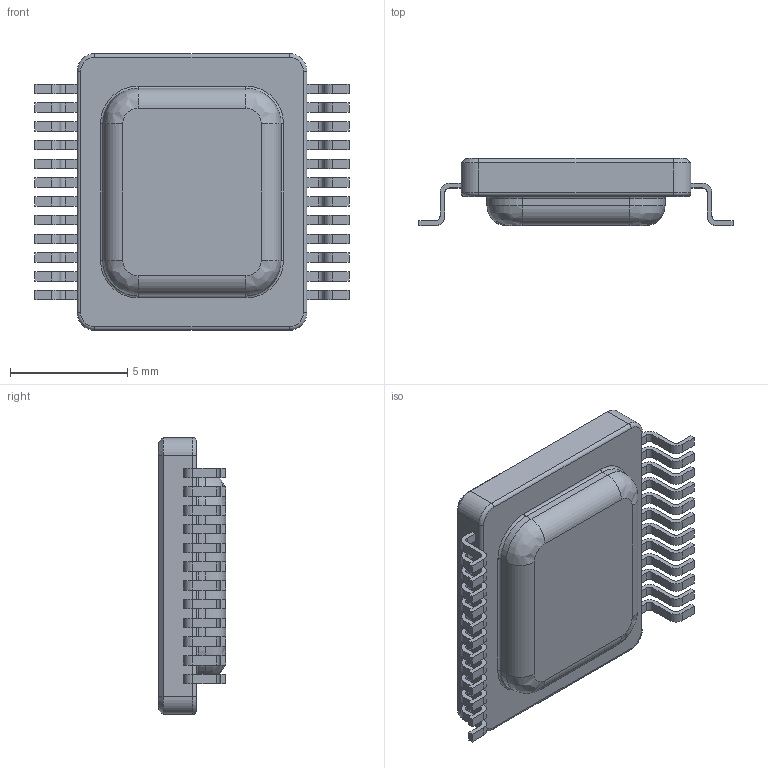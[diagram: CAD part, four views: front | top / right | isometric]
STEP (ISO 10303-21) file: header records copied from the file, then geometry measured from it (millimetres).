
FILE_DESCRIPTION(/* description */ ('','CAx-IF Rec.Pracs.---Representation and Presentation of Product Manufacturing Information (PMI)---4.0---2014-10-13'),/* implementation_level */ '2;1');
FILE_NAME(/* name */ 'SCH16XX.step',/* time_stamp */ '2025-03-13T23:54:08+09:00',/* author */ (''),/* organization */ (''),/* preprocessor_version */ 'ST-DEVELOPER v20',/* originating_system */ 'Autodesk Translation Framework v13.20.0.188',/* authorisation */ '');
FILE_SCHEMA (('AP242_MANAGED_MODEL_BASED_3D_ENGINEERING_MIM_LF { 1 0 10303 442 1 1 4 }'));
Length unit declared in the file: millimetre
Products named in the file (1): SCH16XX
Bounding box: 13.4 x 2.87 x 11.8 mm (x, y, z)
Volume: 266.5 mm3; surface area: 428.4 mm2
Topology: 25 solids, 25 shells, 641 faces, 1618 edges, 1062 vertices
Faces by surface type: plane 354, cylinder 169, bspline 96, torus 16, cone 6
Full cylindrical faces by diameter (mm): 0.5 x20, 0.8 x1, 1.25 x1
Entity records: 20075 total; most frequent: CARTESIAN_POINT 4918, ORIENTED_EDGE 3236, DIRECTION 2890, EDGE_CURVE 1618, LINE 1070, VECTOR 1070, VERTEX_POINT 1062, AXIS2_PLACEMENT_3D 910
